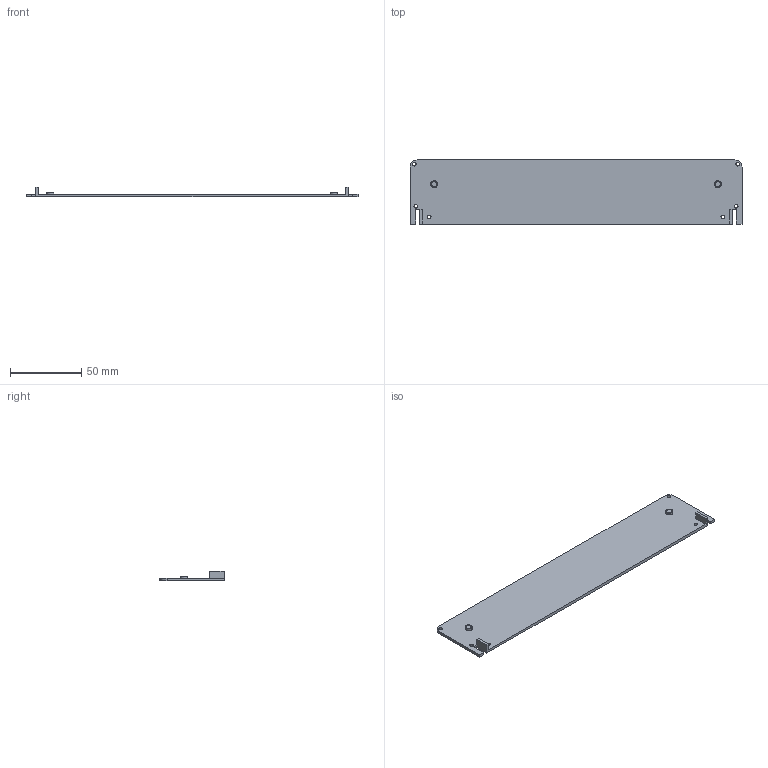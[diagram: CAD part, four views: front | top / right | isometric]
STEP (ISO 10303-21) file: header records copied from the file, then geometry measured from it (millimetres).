
FILE_DESCRIPTION(/* description */ ('STEP AP242','CAx-IF Rec.Pracs.---Representation and Presentation of Product Manufacturing Information (PMI)---4.0---2014-10-13','CAx-IF Rec.Pracs.---3D Tessellated Geometry---0.4---2014-09-14','2;1'),/* implementation_level */ '2;1');
FILE_NAME(/* name */ '68521b3ea033cf7288cd4a67',/* time_stamp */ '2025-06-18T01:49:51Z',/* author */ (''),/* organization */ (''),/* preprocessor_version */ 'ST-DEVELOPER v20',/* originating_system */ 'ONSHAPE BY PTC INC, 1.199',/* authorisation */ ' ');
FILE_SCHEMA (('AP242_MANAGED_MODEL_BASED_3D_ENGINEERING_MIM_LF { 1 0 10303 442 1 1 4 }'));
Length unit declared in the file: metre
Products named in the file (1): Bottom Plate Back
Bounding box: 232.92 x 45 x 7 mm (x, y, z)
Volume: 20965.7 mm3; surface area: 22389.3 mm2
Topology: 1 solids, 1 shells, 40 faces, 94 edges, 62 vertices
Faces by surface type: plane 26, cylinder 14
Full cylindrical faces by diameter (mm): 2.5 x6, 3.7 x2, 4 x2, 5 x2
Entity records: 1136 total; most frequent: DIRECTION 192, CARTESIAN_POINT 185, ORIENTED_EDGE 164, EDGE_CURVE 82, EDGE_LOOP 70, FACE_BOUND 70, AXIS2_PLACEMENT_3D 69, VERTEX_POINT 62
